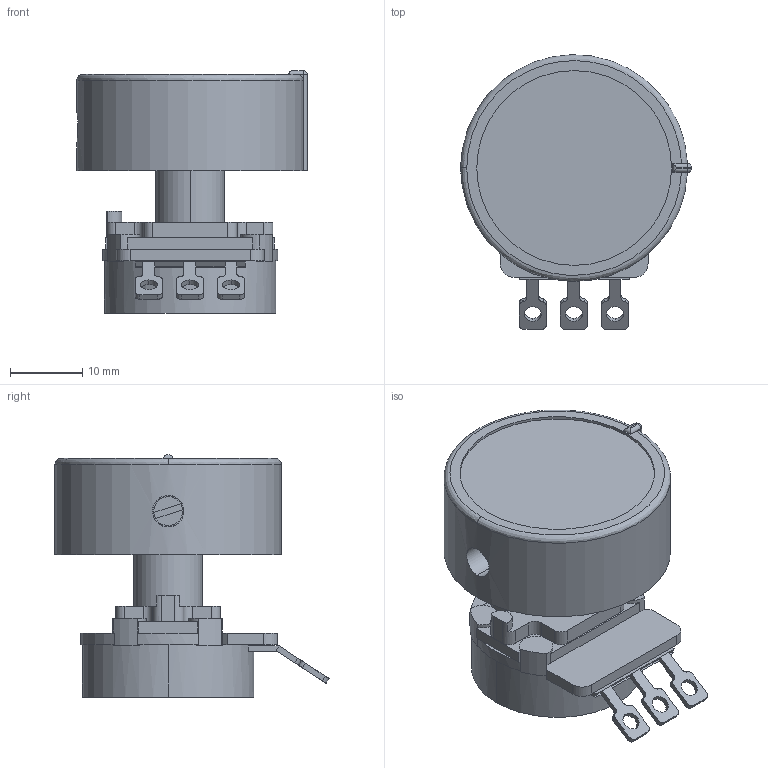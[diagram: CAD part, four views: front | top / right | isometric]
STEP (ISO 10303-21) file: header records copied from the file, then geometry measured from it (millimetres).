
FILE_DESCRIPTION (( 'STEP AP214' ), '1' );
FILE_NAME ('GSDA-5K.STEP', '2025-03-26T12:40:37', ( '' ), ( '' ), 'SwSTEP 2.0', 'SolidWorks 2021', '' );
FILE_SCHEMA (( 'AUTOMOTIVE_DESIGN' ));
Length unit declared in the file: inch
Products named in the file (1): GSDA-5K
Bounding box: 31.98 x 38.08 x 33.66 mm (x, y, z)
Volume: 11023.7 mm3; surface area: 7698.1 mm2
Topology: 3 solids, 3 shells, 220 faces, 582 edges, 375 vertices
Faces by surface type: plane 124, cylinder 84, cone 8, bspline 4
Entity records: 7077 total; most frequent: CARTESIAN_POINT 1401, DIRECTION 1223, ORIENTED_EDGE 1160, EDGE_CURVE 580, AXIS2_PLACEMENT_3D 445, VERTEX_POINT 375, VECTOR 333, LINE 333
